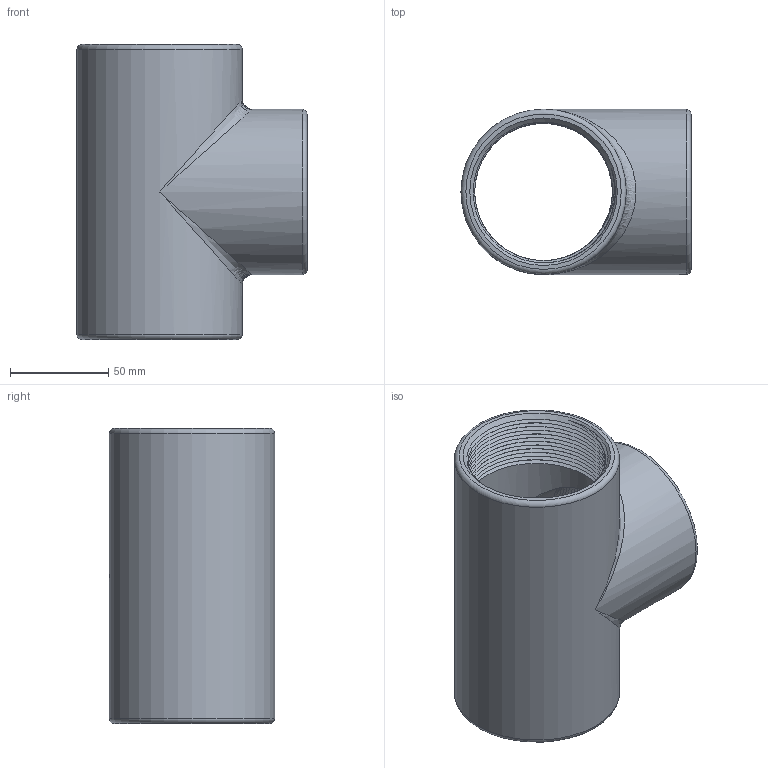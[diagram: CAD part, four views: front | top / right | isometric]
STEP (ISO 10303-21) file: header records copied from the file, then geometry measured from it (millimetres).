
FILE_DESCRIPTION(/* description */ ('Unknown'),/* implementation_level */ '2;1');
FILE_NAME(/* name */ '20200814-R-221-DN65',/* time_stamp */ '2020-08-14T17:12:21+08:00',/* author */ ('Unknown'),/* organization */ ('Unknown'),/* preprocessor_version */ 'ST-DEVELOPER v16.7',/* originating_system */ 'DEX',/* authorisation */ $);
FILE_SCHEMA (('AUTOMOTIVE_DESIGN {1 0 10303 214 3 1 1}'));
Length unit declared in the file: millimetre
Products named in the file (1): DN65
Bounding box: 117 x 84 x 150 mm (x, y, z)
Surface area: 100109.7 mm2 (no closed solid volume)
Topology: 0 solids, 1 shells, 60 faces, 259 edges, 197 vertices
Faces by surface type: cylinder 37, bspline 8, plane 7, cone 5, torus 3
Full cylindrical faces by diameter (mm): 3 x1, 70 x33, 84 x2
Entity records: 11062 total; most frequent: CARTESIAN_POINT 9878, ORIENTED_EDGE 414, EDGE_CURVE 207, VERTEX_POINT 195, DIRECTION 89, EDGE_LOOP 42, FACE_BOUND 42, AXIS2_PLACEMENT_3D 40
